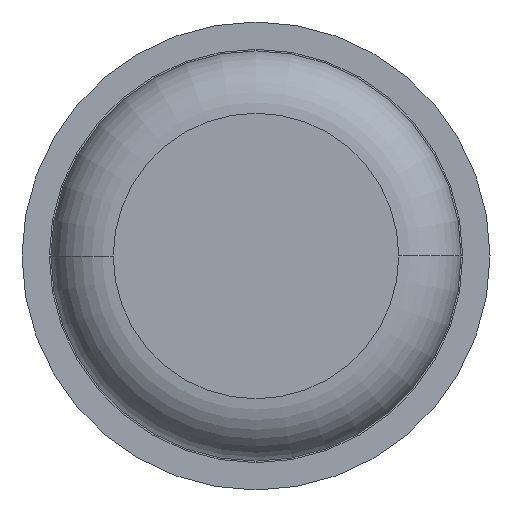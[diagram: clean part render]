
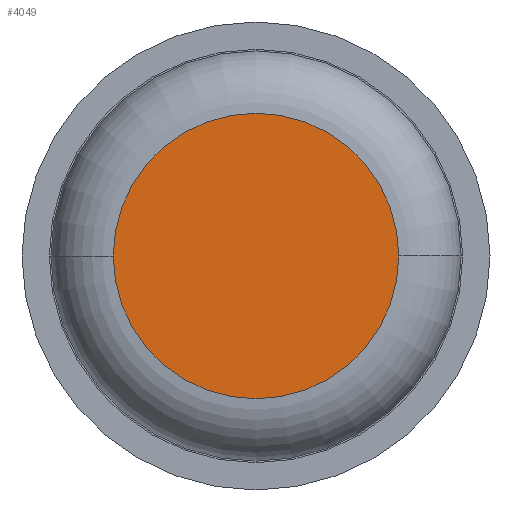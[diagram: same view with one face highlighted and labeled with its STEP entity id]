
A CAD part, front view. The second image highlights one B-rep face of the part: STEP entity #4049.
In plain terms, the highlighted planar face has unit normal (0, -1, 0).
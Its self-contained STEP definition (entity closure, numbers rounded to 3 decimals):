
#121 = DIRECTION ( 'NONE',  ( 0., -1., 0. ) ) ;
#466 = CARTESIAN_POINT ( 'NONE',  ( 0.915, 0., 0. ) ) ;
#578 = CARTESIAN_POINT ( 'NONE',  ( -0.915, 0., 0. ) ) ;
#791 = AXIS2_PLACEMENT_3D ( 'NONE', #4144, #121, #4537 ) ;
#1125 = DIRECTION ( 'NONE',  ( -1., 0., 0. ) ) ;
#1575 = EDGE_CURVE ( 'Defeature ausgef�hrt1_45+Defeature ausgef�hrt1_46+Defeature ausgef�hrt1_46+Defeature ausgef�hrt1_46', #3403, #2614, #4219, .T. ) ;
#1589 = CARTESIAN_POINT ( 'NONE',  ( 0., 0., 0. ) ) ;
#1636 = DIRECTION ( 'NONE',  ( 0., -1., 0. ) ) ;
#1918 = ORIENTED_EDGE ( 'NONE', *, *, #1575, .T. ) ;
#2238 = ORIENTED_EDGE ( 'NONE', *, *, #3003, .T. ) ;
#2472 = CARTESIAN_POINT ( 'NONE',  ( 0., 0., 0. ) ) ;
#2614 = VERTEX_POINT ( 'NONE', #578 ) ;
#2669 = AXIS2_PLACEMENT_3D ( 'NONE', #2472, #1636, #2838 ) ;
#2838 = DIRECTION ( 'NONE',  ( -1., 0., 0. ) ) ;
#3003 = EDGE_CURVE ( 'Defeature ausgef�hrt1_45+Defeature ausgef�hrt1_46+Defeature ausgef�hrt1_46+Defeature ausgef�hrt1_46', #2614, #3403, #4018, .T. ) ;
#3403 = VERTEX_POINT ( 'NONE', #466 ) ;
#4018 = CIRCLE ( 'NONE', #791, 0.915 ) ;
#4049 = ADVANCED_FACE ( 'Defeature ausgef�hrt1_45', ( #4632 ), #5154, .F. ) ;
#4144 = CARTESIAN_POINT ( 'NONE',  ( 0., 0., 0. ) ) ;
#4219 = CIRCLE ( 'NONE', #2669, 0.915 ) ;
#4441 = DIRECTION ( 'NONE',  ( 0., 1., 0. ) ) ;
#4445 = EDGE_LOOP ( 'NONE', ( #2238, #1918 ) ) ;
#4537 = DIRECTION ( 'NONE',  ( -1., 0., 0. ) ) ;
#4632 = FACE_OUTER_BOUND ( 'NONE', #4445, .T. ) ;
#5093 = AXIS2_PLACEMENT_3D ( 'NONE', #1589, #4441, #1125 ) ;
#5154 = PLANE ( 'NONE',  #5093 ) ;
